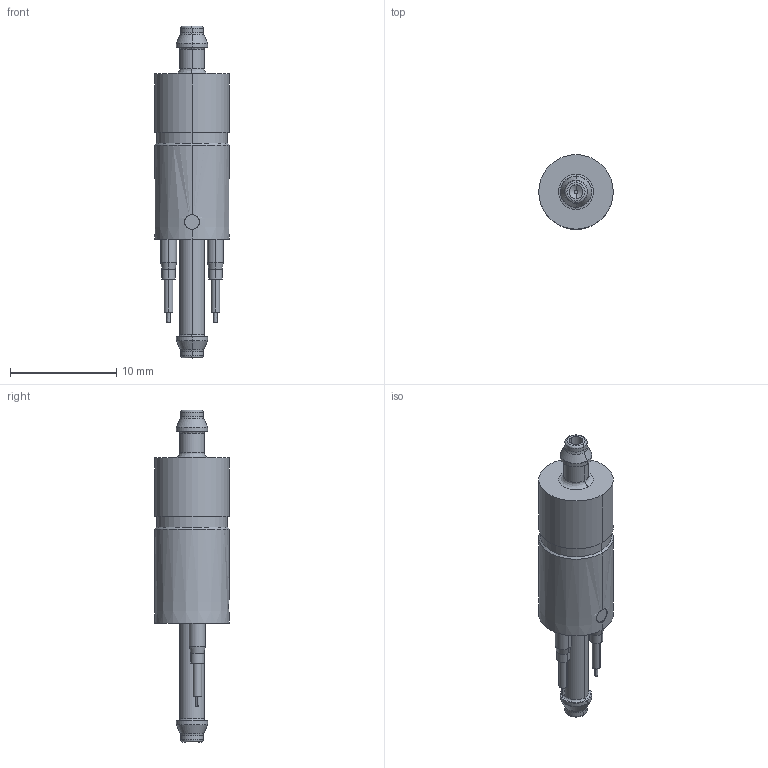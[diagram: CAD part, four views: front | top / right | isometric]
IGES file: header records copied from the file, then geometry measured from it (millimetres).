
Start section: SolidWorks IGES file using analytic representation for surfaces
Global section: file name: E-V-250039.IGS; native system: SolidWorks 2022; preprocessor: SolidWorks 2022; author: WTsang; date: 250924.110401; units: millimetre
Bounding box: 7 x 7 x 31.19 mm (x, y, z)
Volume: 637.2 mm3; surface area: 779 mm2
Topology: 3 solids, 3 shells, 144 faces, 303 edges, 180 vertices
Faces by surface type: revolution 104, plane 40
